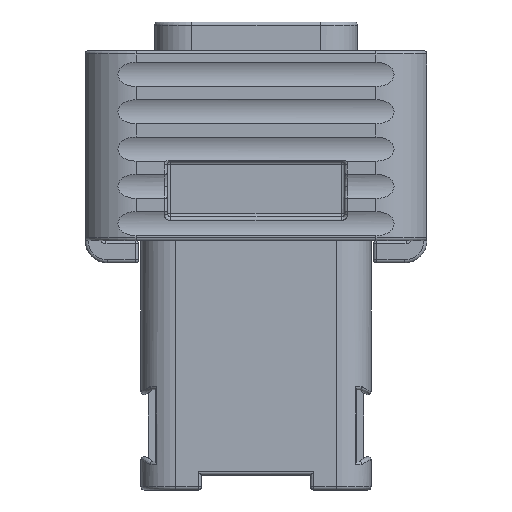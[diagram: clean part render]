
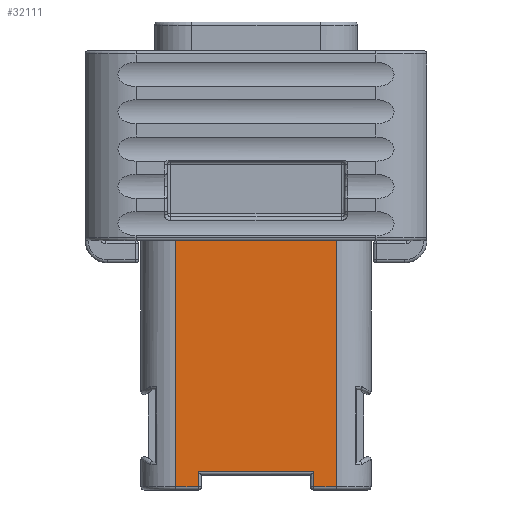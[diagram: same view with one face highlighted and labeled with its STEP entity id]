
A CAD part, front view. The second image highlights one B-rep face of the part: STEP entity #32111.
In plain terms, the highlighted planar face has unit normal (0, -1, 0).
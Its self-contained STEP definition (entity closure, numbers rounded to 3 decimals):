
#100=DIRECTION('',(1.,0.,0.));
#101=VECTOR('',#100,12.9);
#102=CARTESIAN_POINT('',(-6.45,-9.25,0.));
#103=LINE('',#102,#101);
#5847=DIRECTION('',(0.,0.,1.));
#5848=VECTOR('',#5847,1.2);
#5849=CARTESIAN_POINT('',(-4.647,-9.25,-19.81));
#5850=LINE('',#5849,#5848);
#5861=DIRECTION('',(-1.,0.,0.));
#5862=VECTOR('',#5861,9.294);
#5863=CARTESIAN_POINT('',(4.647,-9.25,-18.61));
#5864=LINE('',#5863,#5862);
#5865=DIRECTION('',(-1.,0.,0.));
#5866=VECTOR('',#5865,1.803);
#5867=CARTESIAN_POINT('',(-4.647,-9.25,-19.81));
#5868=LINE('',#5867,#5866);
#5869=DIRECTION('',(0.,0.,-1.));
#5870=VECTOR('',#5869,19.81);
#5871=CARTESIAN_POINT('',(-6.45,-9.25,0.));
#5872=LINE('',#5871,#5870);
#5873=DIRECTION('',(0.,0.,-1.));
#5874=VECTOR('',#5873,19.81);
#5875=CARTESIAN_POINT('',(6.45,-9.25,0.));
#5876=LINE('',#5875,#5874);
#5877=DIRECTION('',(-1.,0.,0.));
#5878=VECTOR('',#5877,1.803);
#5879=CARTESIAN_POINT('',(6.45,-9.25,-19.81));
#5880=LINE('',#5879,#5878);
#5914=DIRECTION('',(0.,0.,-1.));
#5915=VECTOR('',#5914,1.2);
#5916=CARTESIAN_POINT('',(4.647,-9.25,-18.61));
#5917=LINE('',#5916,#5915);
#19895=CARTESIAN_POINT('',(-6.45,-9.25,0.));
#19896=CARTESIAN_POINT('',(6.45,-9.25,0.));
#19897=VERTEX_POINT('',#19895);
#19898=VERTEX_POINT('',#19896);
#21582=CARTESIAN_POINT('',(-4.647,-9.25,-19.81));
#21584=VERTEX_POINT('',#21582);
#21589=CARTESIAN_POINT('',(-6.45,-9.25,-19.81));
#21590=VERTEX_POINT('',#21589);
#21613=CARTESIAN_POINT('',(6.45,-9.25,-19.81));
#21614=VERTEX_POINT('',#21613);
#21617=CARTESIAN_POINT('',(4.647,-9.25,-19.81));
#21618=VERTEX_POINT('',#21617);
#21804=CARTESIAN_POINT('',(4.647,-9.25,-18.61));
#21805=CARTESIAN_POINT('',(-4.647,-9.25,-18.61));
#21806=VERTEX_POINT('',#21804);
#21807=VERTEX_POINT('',#21805);
#32090=CARTESIAN_POINT('',(-9.25,-9.25,-20.06));
#32091=DIRECTION('',(0.,-1.,0.));
#32092=DIRECTION('',(1.,0.,0.));
#32093=AXIS2_PLACEMENT_3D('',#32090,#32091,#32092);
#32094=PLANE('',#32093);
#32096=ORIENTED_EDGE('',*,*,#32095,.T.);
#32097=ORIENTED_EDGE('',*,*,#32079,.F.);
#32099=ORIENTED_EDGE('',*,*,#32098,.T.);
#32101=ORIENTED_EDGE('',*,*,#32100,.F.);
#32102=ORIENTED_EDGE('',*,*,#24006,.T.);
#32104=ORIENTED_EDGE('',*,*,#32103,.T.);
#32106=ORIENTED_EDGE('',*,*,#32105,.T.);
#32108=ORIENTED_EDGE('',*,*,#32107,.F.);
#32109=EDGE_LOOP('',(#32096,#32097,#32099,#32101,#32102,#32104,#32106,#32108));
#32110=FACE_OUTER_BOUND('',#32109,.F.);
#32111=ADVANCED_FACE('',(#32110),#32094,.T.);
#24006=EDGE_CURVE('',#19897,#19898,#103,.T.);
#32079=EDGE_CURVE('',#21584,#21807,#5850,.T.);
#32095=EDGE_CURVE('',#21806,#21807,#5864,.T.);
#32098=EDGE_CURVE('',#21584,#21590,#5868,.T.);
#32100=EDGE_CURVE('',#19897,#21590,#5872,.T.);
#32103=EDGE_CURVE('',#19898,#21614,#5876,.T.);
#32105=EDGE_CURVE('',#21614,#21618,#5880,.T.);
#32107=EDGE_CURVE('',#21806,#21618,#5917,.T.);
